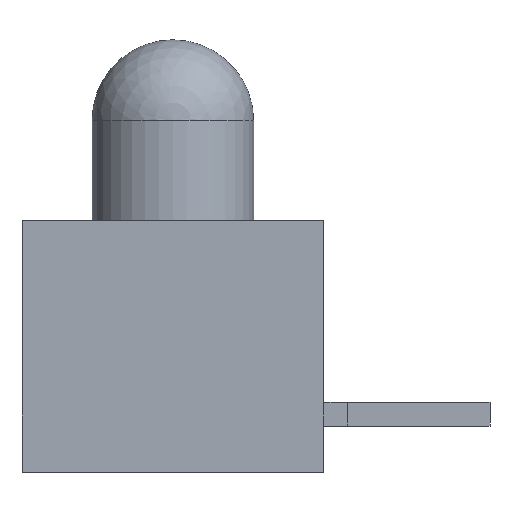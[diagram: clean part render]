
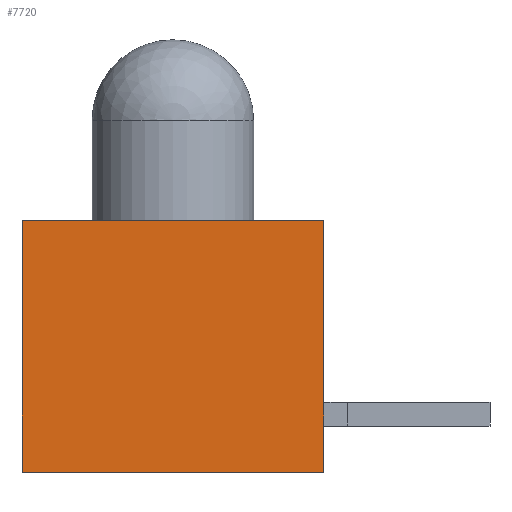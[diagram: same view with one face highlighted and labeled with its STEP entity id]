
A CAD part, left-side view. The second image highlights one B-rep face of the part: STEP entity #7720.
In plain terms, the highlighted planar face has unit normal (-1, 0, 0).
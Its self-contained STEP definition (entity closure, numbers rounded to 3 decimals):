
#391 = LINE ( 'NONE', #392, #4122 ) ;
#392 = CARTESIAN_POINT ( 'NONE',  ( -2., 3.175, -7.592 ) ) ;
#393 = DIRECTION ( 'NONE',  ( 0., 0., -1. ) ) ;
#406 = LINE ( 'NONE', #407, #4128 ) ;
#407 = CARTESIAN_POINT ( 'NONE',  ( -2., -0.085, -2.65 ) ) ;
#408 = DIRECTION ( 'NONE',  ( 0., -1., 0. ) ) ;
#1962 = ORIENTED_EDGE ( 'NONE', *, *, #10815, .T. ) ;
#1979 = ORIENTED_EDGE ( 'NONE', *, *, #3432, .F. ) ;
#1982 = ORIENTED_EDGE ( 'NONE', *, *, #10820, .T. ) ;
#2002 = ORIENTED_EDGE ( 'NONE', *, *, #3424, .F. ) ;
#2076 = VERTEX_POINT ( 'NONE', #9974 ) ;
#2077 = VERTEX_POINT ( 'NONE', #9975 ) ;
#2080 = VERTEX_POINT ( 'NONE', #9978 ) ;
#2085 = VERTEX_POINT ( 'NONE', #9983 ) ;
#2937 = EDGE_LOOP ( 'NONE', ( #1962, #1982, #2002, #1979 ) ) ;
#3424 = EDGE_CURVE ( 'NONE', #2076, #2077, #6113, .T. ) ;
#3432 = EDGE_CURVE ( 'NONE', #2080, #2076, #6137, .T. ) ;
#4122 = VECTOR ( 'NONE', #393, 1000. ) ;
#4128 = VECTOR ( 'NONE', #408, 1000. ) ;
#4248 = PLANE ( 'NONE',  #4677 ) ;
#4249 = CARTESIAN_POINT ( 'NONE',  ( -2., -0.085, -7.592 ) ) ;
#4250 = DIRECTION ( 'NONE',  ( 1., 0., 0. ) ) ;
#4251 = DIRECTION ( 'NONE',  ( 0., 0., -1. ) ) ;
#4675 = FACE_OUTER_BOUND ( 'NONE', #2937, .T. ) ;
#4677 = AXIS2_PLACEMENT_3D ( 'NONE', #4249, #4250, #4251 ) ;
#4876 = VECTOR ( 'NONE', #6115, 1000. ) ;
#4884 = VECTOR ( 'NONE', #6139, 1000. ) ;
#6113 = LINE ( 'NONE', #6114, #4876 ) ;
#6114 = CARTESIAN_POINT ( 'NONE',  ( -2., -3.175, -7.592 ) ) ;
#6115 = DIRECTION ( 'NONE',  ( 0., 0., -1. ) ) ;
#6137 = LINE ( 'NONE', #6138, #4884 ) ;
#6138 = CARTESIAN_POINT ( 'NONE',  ( -2., -0.085, 2.65 ) ) ;
#6139 = DIRECTION ( 'NONE',  ( 0., -1., 0. ) ) ;
#7720 = ADVANCED_FACE ( 'NONE', ( #4675 ), #4248, .F. ) ;
#9974 = CARTESIAN_POINT ( 'NONE',  ( -2., -3.175, 2.65 ) ) ;
#9975 = CARTESIAN_POINT ( 'NONE',  ( -2., -3.175, -2.65 ) ) ;
#9978 = CARTESIAN_POINT ( 'NONE',  ( -2., 3.175, 2.65 ) ) ;
#9983 = CARTESIAN_POINT ( 'NONE',  ( -2., 3.175, -2.65 ) ) ;
#10815 = EDGE_CURVE ( 'NONE', #2080, #2085, #391, .T. ) ;
#10820 = EDGE_CURVE ( 'NONE', #2085, #2077, #406, .T. ) ;
